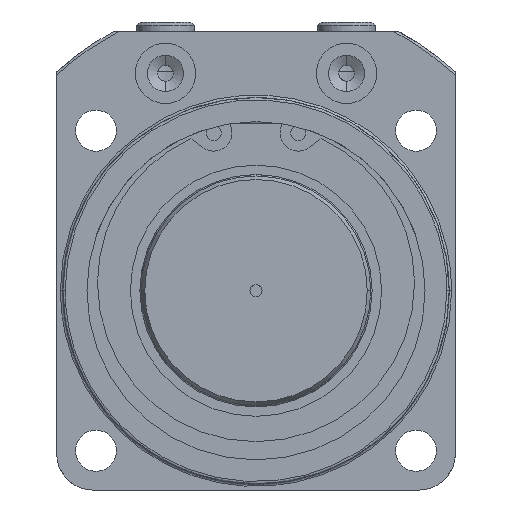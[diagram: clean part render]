
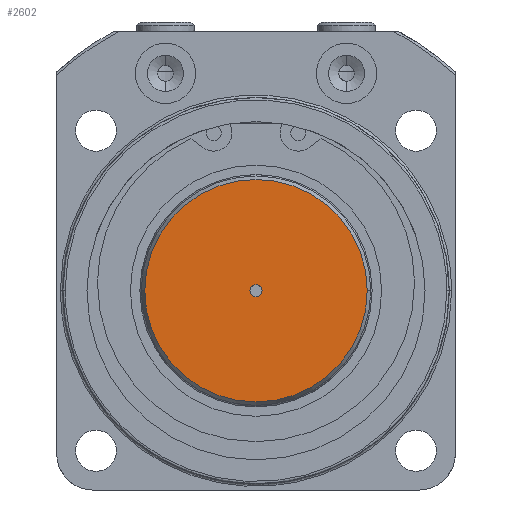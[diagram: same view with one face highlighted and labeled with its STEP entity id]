
A CAD part, front view. The second image highlights one B-rep face of the part: STEP entity #2602.
In plain terms, the highlighted planar face has unit normal (0, -1, 0).
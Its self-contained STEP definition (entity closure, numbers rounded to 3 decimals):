
#1749 = EDGE_CURVE ( 'NONE', #11901, #11455, #10954, .T. ) ;
#1750 = EDGE_CURVE ( 'NONE', #11800, #11797, #10955, .T. ) ;
#2031 = AXIS2_PLACEMENT_3D ( 'NONE', #8665, #8663, #8662 ) ;
#2032 = AXIS2_PLACEMENT_3D ( 'NONE', #8661, #8660, #8659 ) ;
#2183 = AXIS2_PLACEMENT_3D ( 'NONE', #12193, #12163, #12159 ) ;
#2602 = ADVANCED_FACE ( 'NONE', ( #10721, #10718 ), #12168, .F. ) ;
#3473 = CARTESIAN_POINT ( 'NONE',  ( 18.423, -50., 0. ) ) ;
#5146 = CARTESIAN_POINT ( 'NONE',  ( 0., -50., 0. ) ) ;
#5147 = DIRECTION ( 'NONE',  ( 0., -1., 0. ) ) ;
#5148 = DIRECTION ( 'NONE',  ( 0., 0., 1. ) ) ;
#5716 = CARTESIAN_POINT ( 'NONE',  ( 0., -50., 0. ) ) ;
#5717 = DIRECTION ( 'NONE',  ( 0., 1., 0. ) ) ;
#5718 = DIRECTION ( 'NONE',  ( -1., 0., 0. ) ) ;
#5807 = CARTESIAN_POINT ( 'NONE',  ( -18.423, -50., 0. ) ) ;
#5903 = CARTESIAN_POINT ( 'NONE',  ( 0., -50., -1. ) ) ;
#5904 = CARTESIAN_POINT ( 'NONE',  ( 0., -50., 1. ) ) ;
#6008 = CIRCLE ( 'NONE', #7602, 18.423 ) ;
#6363 = CIRCLE ( 'NONE', #7497, 1. ) ;
#7497 = AXIS2_PLACEMENT_3D ( 'NONE', #5146, #5147, #5148 ) ;
#7602 = AXIS2_PLACEMENT_3D ( 'NONE', #5716, #5717, #5718 ) ;
#8495 = EDGE_CURVE ( 'NONE', #11797, #11800, #6363, .T. ) ;
#8659 = DIRECTION ( 'NONE',  ( 0., 0., 1. ) ) ;
#8660 = DIRECTION ( 'NONE',  ( 0., -1., 0. ) ) ;
#8661 = CARTESIAN_POINT ( 'NONE',  ( 0., -50., 0. ) ) ;
#8662 = DIRECTION ( 'NONE',  ( -1., 0., 0. ) ) ;
#8663 = DIRECTION ( 'NONE',  ( 0., 1., 0. ) ) ;
#8665 = CARTESIAN_POINT ( 'NONE',  ( 0., -50., 0. ) ) ;
#9756 = EDGE_CURVE ( 'NONE', #11455, #11901, #6008, .T. ) ;
#10491 = ORIENTED_EDGE ( 'NONE', *, *, #1750, .F. ) ;
#10492 = ORIENTED_EDGE ( 'NONE', *, *, #8495, .F. ) ;
#10494 = ORIENTED_EDGE ( 'NONE', *, *, #1749, .F. ) ;
#10495 = ORIENTED_EDGE ( 'NONE', *, *, #9756, .F. ) ;
#10718 = FACE_BOUND ( 'NONE', #12780, .T. ) ;
#10721 = FACE_OUTER_BOUND ( 'NONE', #12784, .T. ) ;
#10954 = CIRCLE ( 'NONE', #2031, 18.423 ) ;
#10955 = CIRCLE ( 'NONE', #2032, 1. ) ;
#11455 = VERTEX_POINT ( 'NONE', #5807 ) ;
#11797 = VERTEX_POINT ( 'NONE', #5904 ) ;
#11800 = VERTEX_POINT ( 'NONE', #5903 ) ;
#11901 = VERTEX_POINT ( 'NONE', #3473 ) ;
#12159 = DIRECTION ( 'NONE',  ( 0., 0., 1. ) ) ;
#12163 = DIRECTION ( 'NONE',  ( 0., 1., 0. ) ) ;
#12168 = PLANE ( 'NONE',  #2183 ) ;
#12193 = CARTESIAN_POINT ( 'NONE',  ( -18.423, -50., 0. ) ) ;
#12780 = EDGE_LOOP ( 'NONE', ( #10492, #10491 ) ) ;
#12784 = EDGE_LOOP ( 'NONE', ( #10495, #10494 ) ) ;
